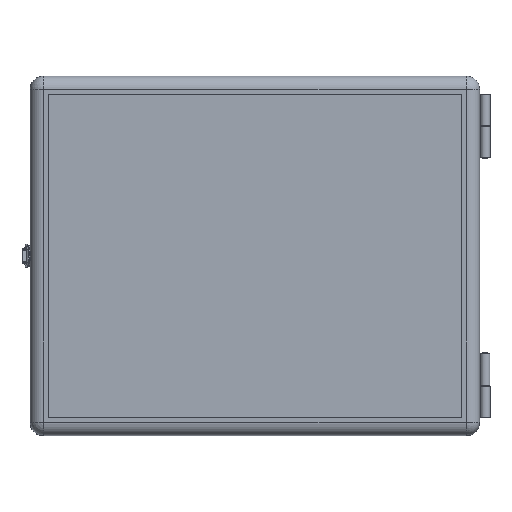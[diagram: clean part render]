
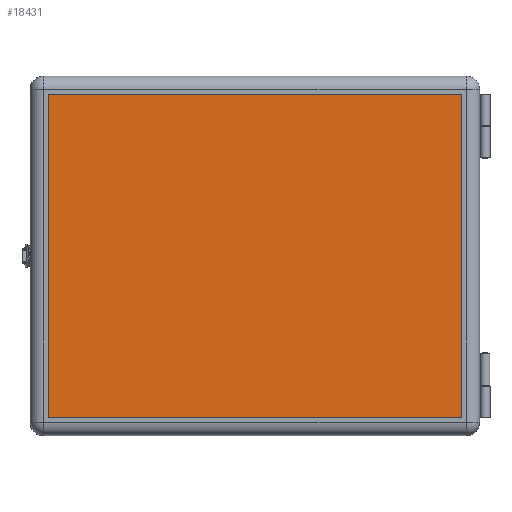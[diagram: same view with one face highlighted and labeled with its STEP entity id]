
A CAD part, top view. The second image highlights one B-rep face of the part: STEP entity #18431.
In plain terms, the highlighted face is planar.
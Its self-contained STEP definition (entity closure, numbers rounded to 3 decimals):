
#4253 = CARTESIAN_POINT ( 'NONE',  ( -233.5, -183.5, 0. ) ) ;
#4261 = FACE_OUTER_BOUND ( 'NONE', #44652, .T. ) ;
#4262 = PLANE ( 'NONE',  #61162 ) ;
#4264 = DIRECTION ( 'NONE',  ( 0., 0., 1. ) ) ;
#4265 = DIRECTION ( 'NONE',  ( 1., 0., 0. ) ) ;
#14931 = ORIENTED_EDGE ( 'NONE', *, *, #43866, .F. ) ;
#14933 = ORIENTED_EDGE ( 'NONE', *, *, #43870, .F. ) ;
#14935 = ORIENTED_EDGE ( 'NONE', *, *, #43875, .F. ) ;
#14937 = ORIENTED_EDGE ( 'NONE', *, *, #43872, .F. ) ;
#18431 = ADVANCED_FACE ( 'NONE', ( #4261 ), #4262, .F. ) ;
#28087 = VERTEX_POINT ( 'NONE', #35663 ) ;
#29922 = VERTEX_POINT ( 'NONE', #36484 ) ;
#30058 = VERTEX_POINT ( 'NONE', #36578 ) ;
#30511 = VERTEX_POINT ( 'NONE', #36808 ) ;
#35242 = VECTOR ( 'NONE', #40146, 1000. ) ;
#35247 = VECTOR ( 'NONE', #40157, 1000. ) ;
#35249 = VECTOR ( 'NONE', #40164, 1000. ) ;
#35252 = VECTOR ( 'NONE', #40173, 1000. ) ;
#35663 = CARTESIAN_POINT ( 'NONE',  ( -230., -180., 0. ) ) ;
#36484 = CARTESIAN_POINT ( 'NONE',  ( 230., -180., 0. ) ) ;
#36578 = CARTESIAN_POINT ( 'NONE',  ( -230., 180., 0. ) ) ;
#36808 = CARTESIAN_POINT ( 'NONE',  ( 230., 180., 0. ) ) ;
#40134 = LINE ( 'NONE', #40144, #35242 ) ;
#40144 = CARTESIAN_POINT ( 'NONE',  ( -230., -183.5, 0. ) ) ;
#40146 = DIRECTION ( 'NONE',  ( 0., -1., 0. ) ) ;
#40155 = LINE ( 'NONE', #40156, #35247 ) ;
#40156 = CARTESIAN_POINT ( 'NONE',  ( -233.5, 180., 0. ) ) ;
#40157 = DIRECTION ( 'NONE',  ( -1., 0., 0. ) ) ;
#40161 = LINE ( 'NONE', #40163, #35249 ) ;
#40163 = CARTESIAN_POINT ( 'NONE',  ( -233.5, -180., 0. ) ) ;
#40164 = DIRECTION ( 'NONE',  ( 1., 0., 0. ) ) ;
#40170 = LINE ( 'NONE', #40172, #35252 ) ;
#40172 = CARTESIAN_POINT ( 'NONE',  ( 230., -183.5, 0. ) ) ;
#40173 = DIRECTION ( 'NONE',  ( 0., 1., 0. ) ) ;
#43866 = EDGE_CURVE ( 'NONE', #30058, #28087, #40134, .T. ) ;
#43870 = EDGE_CURVE ( 'NONE', #30511, #30058, #40155, .T. ) ;
#43872 = EDGE_CURVE ( 'NONE', #28087, #29922, #40161, .T. ) ;
#43875 = EDGE_CURVE ( 'NONE', #29922, #30511, #40170, .T. ) ;
#44652 = EDGE_LOOP ( 'NONE', ( #14931, #14933, #14935, #14937 ) ) ;
#61162 = AXIS2_PLACEMENT_3D ( 'NONE', #4253, #4264, #4265 ) ;
